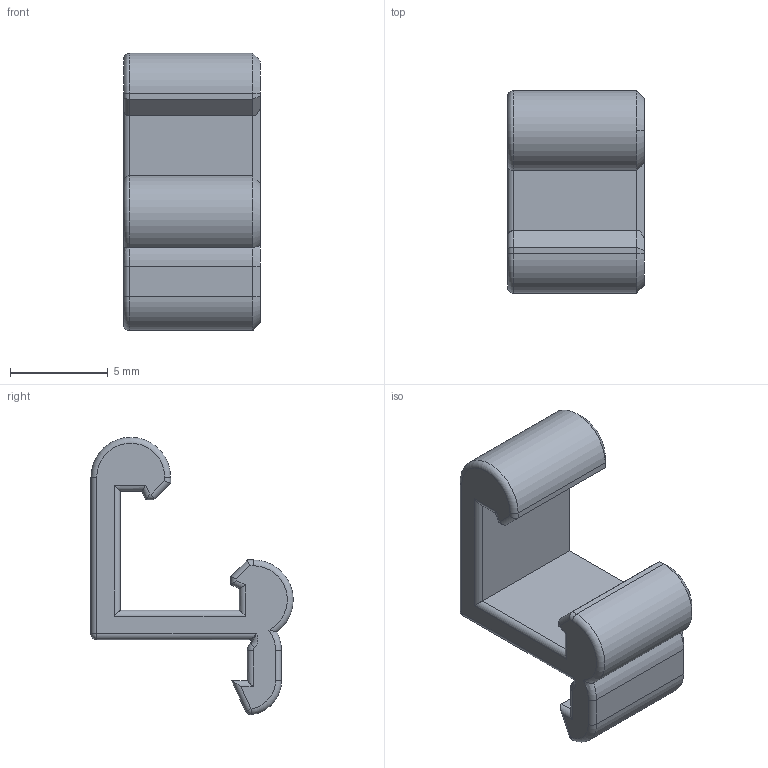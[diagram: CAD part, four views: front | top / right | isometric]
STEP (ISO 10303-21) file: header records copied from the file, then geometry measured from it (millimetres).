
FILE_DESCRIPTION (( 'STEP AP214' ), '1' );
FILE_NAME ('2mm_panel_clip_for_1515.STEP', '2021-09-23T08:59:27', ( '' ), ( '' ), 'SwSTEP 2.0', 'SolidWorks 2021', '' );
FILE_SCHEMA (( 'AUTOMOTIVE_DESIGN' ));
Length unit declared in the file: millimetre
Products named in the file (1): 2mm_panel_clip_for_1515
Bounding box: 7 x 10.35 x 14.19 mm (x, y, z)
Volume: 321.9 mm3; surface area: 473.4 mm2
Topology: 1 solids, 1 shells, 80 faces, 189 edges, 109 vertices
Faces by surface type: plane 36, cylinder 28, cone 7, torus 6, sphere 2, bspline 1
Entity records: 2320 total; most frequent: CARTESIAN_POINT 520, ORIENTED_EDGE 374, DIRECTION 362, EDGE_CURVE 187, AXIS2_PLACEMENT_3D 121, VECTOR 120, LINE 120, VERTEX_POINT 109
